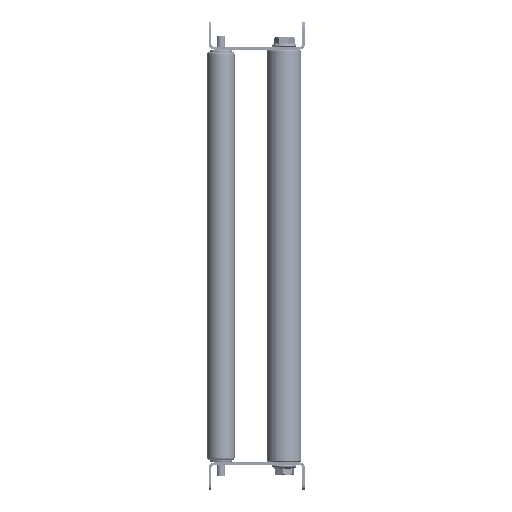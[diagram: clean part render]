
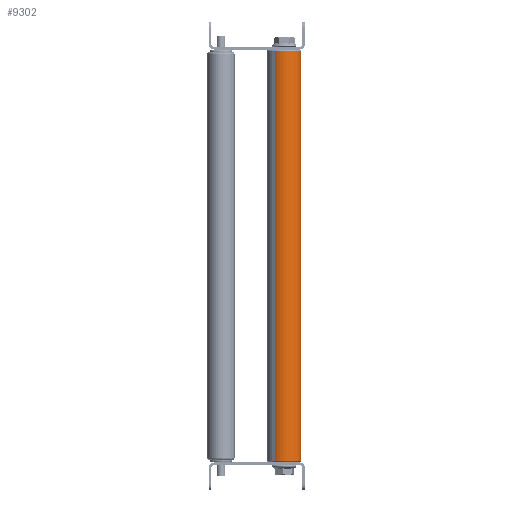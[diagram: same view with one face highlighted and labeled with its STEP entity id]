
A CAD part, left-side view. The second image highlights one B-rep face of the part: STEP entity #9302.
In plain terms, the highlighted cylindrical face has radius 12.5 mm (diameter 25 mm), a partial arc.
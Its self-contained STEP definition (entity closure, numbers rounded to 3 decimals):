
#971 = DIRECTION ( 'NONE',  ( -1., 0., 0. ) ) ;
#2146 = DIRECTION ( 'NONE',  ( -1., 0., 0. ) ) ;
#2595 = EDGE_CURVE ( 'NONE', #21551, #8497, #4422, .T. ) ;
#3491 = EDGE_LOOP ( 'NONE', ( #7245, #11345, #17433, #13792 ) ) ;
#4422 = LINE ( 'NONE', #25434, #14916 ) ;
#6576 = CARTESIAN_POINT ( 'NONE',  ( 299., 0., -12.5 ) ) ;
#7245 = ORIENTED_EDGE ( 'NONE', *, *, #8646, .T. ) ;
#7934 = CARTESIAN_POINT ( 'NONE',  ( 300., 0., 12.5 ) ) ;
#8138 = VERTEX_POINT ( 'NONE', #12916 ) ;
#8497 = VERTEX_POINT ( 'NONE', #20820 ) ;
#8561 = CARTESIAN_POINT ( 'NONE',  ( 299., 0., 0. ) ) ;
#8646 = EDGE_CURVE ( 'NONE', #8138, #21551, #15984, .T. ) ;
#9058 = CIRCLE ( 'NONE', #21735, 12.5 ) ;
#9302 = ADVANCED_FACE ( 'NONE', ( #18195 ), #12993, .T. ) ;
#10616 = DIRECTION ( 'NONE',  ( 1., 0., 0. ) ) ;
#11345 = ORIENTED_EDGE ( 'NONE', *, *, #2595, .T. ) ;
#12916 = CARTESIAN_POINT ( 'NONE',  ( 299., 0., 12.5 ) ) ;
#12993 = CYLINDRICAL_SURFACE ( 'NONE', #29204, 12.5 ) ;
#13188 = CARTESIAN_POINT ( 'NONE',  ( 1., 0., 0. ) ) ;
#13792 = ORIENTED_EDGE ( 'NONE', *, *, #16258, .F. ) ;
#14600 = DIRECTION ( 'NONE',  ( -1., 0., 0. ) ) ;
#14871 = AXIS2_PLACEMENT_3D ( 'NONE', #8561, #971, #19242 ) ;
#14916 = VECTOR ( 'NONE', #14600, 1000. ) ;
#15773 = DIRECTION ( 'NONE',  ( 0., 0., -1. ) ) ;
#15984 = CIRCLE ( 'NONE', #14871, 12.5 ) ;
#16258 = EDGE_CURVE ( 'NONE', #8138, #23812, #26694, .T. ) ;
#17433 = ORIENTED_EDGE ( 'NONE', *, *, #24170, .T. ) ;
#18195 = FACE_OUTER_BOUND ( 'NONE', #3491, .T. ) ;
#19242 = DIRECTION ( 'NONE',  ( 0., 0., -1. ) ) ;
#20820 = CARTESIAN_POINT ( 'NONE',  ( 1., 0., -12.5 ) ) ;
#21551 = VERTEX_POINT ( 'NONE', #6576 ) ;
#21735 = AXIS2_PLACEMENT_3D ( 'NONE', #13188, #10616, #15773 ) ;
#23506 = CARTESIAN_POINT ( 'NONE',  ( 300., 0., 0. ) ) ;
#23641 = DIRECTION ( 'NONE',  ( 0., 0., 1. ) ) ;
#23812 = VERTEX_POINT ( 'NONE', #32135 ) ;
#24170 = EDGE_CURVE ( 'NONE', #8497, #23812, #9058, .T. ) ;
#25434 = CARTESIAN_POINT ( 'NONE',  ( 300., 0., -12.5 ) ) ;
#26694 = LINE ( 'NONE', #7934, #33148 ) ;
#26868 = DIRECTION ( 'NONE',  ( -1., 0., 0. ) ) ;
#29204 = AXIS2_PLACEMENT_3D ( 'NONE', #23506, #2146, #23641 ) ;
#32135 = CARTESIAN_POINT ( 'NONE',  ( 1., 0., 12.5 ) ) ;
#33148 = VECTOR ( 'NONE', #26868, 1000. ) ;
